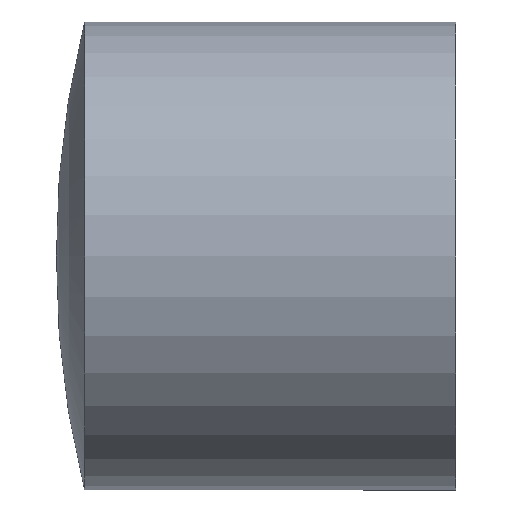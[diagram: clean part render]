
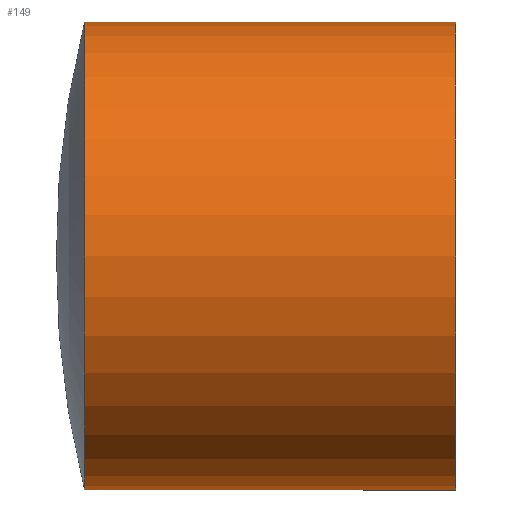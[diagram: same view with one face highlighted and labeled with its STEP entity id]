
A CAD part, left-side view. The second image highlights one B-rep face of the part: STEP entity #149.
In plain terms, the highlighted cylindrical face has radius 55 mm (diameter 110 mm), a partial arc.
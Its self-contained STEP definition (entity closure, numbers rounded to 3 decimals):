
#14 = LINE ( 'NONE', #101, #44 ) ;
#19 = LINE ( 'NONE', #106, #237 ) ;
#22 = AXIS2_PLACEMENT_3D ( 'NONE', #54, #145, #244 ) ;
#26 = ORIENTED_EDGE ( 'NONE', *, *, #194, .F. ) ;
#33 = CARTESIAN_POINT ( 'NONE',  ( 0., 87.213, -55. ) ) ;
#38 = CIRCLE ( 'NONE', #206, 55. ) ;
#44 = VECTOR ( 'NONE', #197, 1000. ) ;
#47 = VERTEX_POINT ( 'NONE', #95 ) ;
#54 = CARTESIAN_POINT ( 'NONE',  ( 0., 87.213, 0. ) ) ;
#76 = CARTESIAN_POINT ( 'NONE',  ( 0., 0., 0. ) ) ;
#87 = DIRECTION ( 'NONE',  ( 0., 0., -1. ) ) ;
#92 = EDGE_LOOP ( 'NONE', ( #26, #187, #141, #259 ) ) ;
#95 = CARTESIAN_POINT ( 'NONE',  ( 0., 87.213, 55. ) ) ;
#101 = CARTESIAN_POINT ( 'NONE',  ( 0., 0., 55. ) ) ;
#106 = CARTESIAN_POINT ( 'NONE',  ( 0., 0., -55. ) ) ;
#117 = VERTEX_POINT ( 'NONE', #266 ) ;
#122 = CARTESIAN_POINT ( 'NONE',  ( 0., 0., 55. ) ) ;
#141 = ORIENTED_EDGE ( 'NONE', *, *, #231, .T. ) ;
#144 = AXIS2_PLACEMENT_3D ( 'NONE', #76, #168, #268 ) ;
#145 = DIRECTION ( 'NONE',  ( 0., -1., 0. ) ) ;
#149 = ADVANCED_FACE ( 'NONE', ( #191 ), #289, .T. ) ;
#158 = EDGE_CURVE ( 'NONE', #47, #163, #283, .T. ) ;
#163 = VERTEX_POINT ( 'NONE', #33 ) ;
#164 = VERTEX_POINT ( 'NONE', #122 ) ;
#168 = DIRECTION ( 'NONE',  ( 0., -1., 0. ) ) ;
#187 = ORIENTED_EDGE ( 'NONE', *, *, #158, .T. ) ;
#191 = FACE_OUTER_BOUND ( 'NONE', #92, .T. ) ;
#194 = EDGE_CURVE ( 'NONE', #47, #164, #14, .T. ) ;
#197 = DIRECTION ( 'NONE',  ( 0., -1., 0. ) ) ;
#200 = DIRECTION ( 'NONE',  ( 0., -1., 0. ) ) ;
#204 = CARTESIAN_POINT ( 'NONE',  ( 0., 0., 0. ) ) ;
#206 = AXIS2_PLACEMENT_3D ( 'NONE', #204, #304, #87 ) ;
#231 = EDGE_CURVE ( 'NONE', #163, #117, #19, .T. ) ;
#237 = VECTOR ( 'NONE', #200, 1000. ) ;
#244 = DIRECTION ( 'NONE',  ( 0., 0., -1. ) ) ;
#259 = ORIENTED_EDGE ( 'NONE', *, *, #296, .F. ) ;
#266 = CARTESIAN_POINT ( 'NONE',  ( 0., 0., -55. ) ) ;
#268 = DIRECTION ( 'NONE',  ( 0., 0., -1. ) ) ;
#283 = CIRCLE ( 'NONE', #22, 55. ) ;
#289 = CYLINDRICAL_SURFACE ( 'NONE', #144, 55. ) ;
#296 = EDGE_CURVE ( 'NONE', #164, #117, #38, .T. ) ;
#304 = DIRECTION ( 'NONE',  ( 0., -1., 0. ) ) ;
